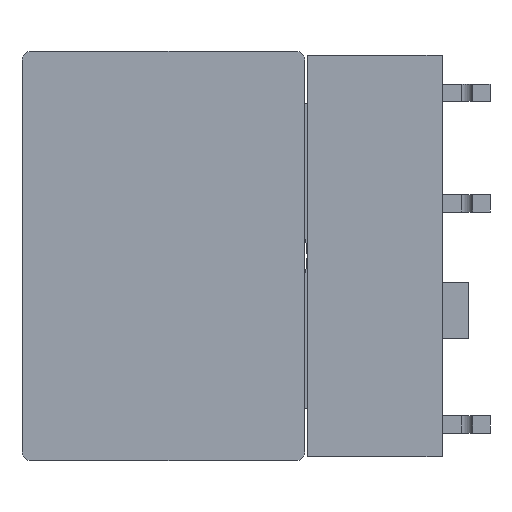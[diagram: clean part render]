
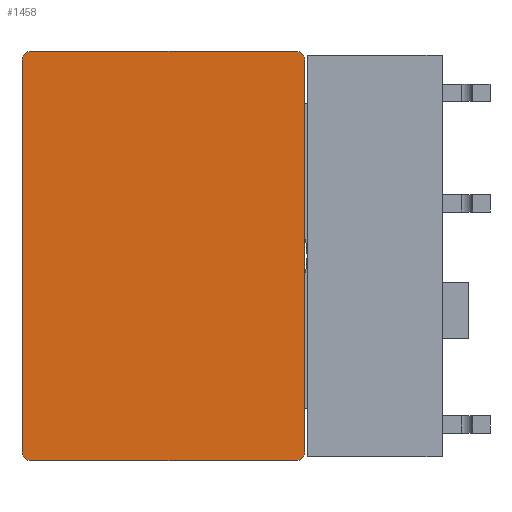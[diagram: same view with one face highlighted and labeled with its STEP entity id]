
A CAD part, left-side view. The second image highlights one B-rep face of the part: STEP entity #1458.
In plain terms, the highlighted planar face has unit normal (-1, 0, 0).
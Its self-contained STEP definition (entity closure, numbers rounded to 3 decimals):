
#20 = CARTESIAN_POINT ( 'NONE',  ( -3.75, -1.5, -4.7 ) ) ;
#148 = AXIS2_PLACEMENT_3D ( 'NONE', #889, #2279, #3769 ) ;
#156 = CARTESIAN_POINT ( 'NONE',  ( -3.75, -1.5, 4.7 ) ) ;
#179 = AXIS2_PLACEMENT_3D ( 'NONE', #2880, #825, #3229 ) ;
#209 = VERTEX_POINT ( 'NONE', #156 ) ;
#353 = DIRECTION ( 'NONE',  ( 0., 0., -1. ) ) ;
#453 = CARTESIAN_POINT ( 'NONE',  ( -3.75, -1.7, -4.7 ) ) ;
#486 = VERTEX_POINT ( 'NONE', #3955 ) ;
#497 = CARTESIAN_POINT ( 'NONE',  ( -3.75, -1.5, -4.5 ) ) ;
#597 = CARTESIAN_POINT ( 'NONE',  ( -3.75, 4.6, 4.5 ) ) ;
#610 = CIRCLE ( 'NONE', #148, 0.2 ) ;
#681 = CARTESIAN_POINT ( 'NONE',  ( -3.75, 0., 0. ) ) ;
#825 = DIRECTION ( 'NONE',  ( -1., 0., 0. ) ) ;
#835 = DIRECTION ( 'NONE',  ( 0., 0., -1. ) ) ;
#889 = CARTESIAN_POINT ( 'NONE',  ( -3.75, 4.6, -4.5 ) ) ;
#893 = AXIS2_PLACEMENT_3D ( 'NONE', #597, #2993, #939 ) ;
#903 = ORIENTED_EDGE ( 'NONE', *, *, #3474, .T. ) ;
#939 = DIRECTION ( 'NONE',  ( 0., 0., -1. ) ) ;
#949 = VERTEX_POINT ( 'NONE', #1014 ) ;
#997 = CARTESIAN_POINT ( 'NONE',  ( -3.75, -1.7, -4.7 ) ) ;
#1014 = CARTESIAN_POINT ( 'NONE',  ( -3.75, -1.7, 4.5 ) ) ;
#1034 = AXIS2_PLACEMENT_3D ( 'NONE', #681, #2069, #353 ) ;
#1107 = EDGE_CURVE ( 'NONE', #486, #949, #3936, .T. ) ;
#1138 = ORIENTED_EDGE ( 'NONE', *, *, #1107, .T. ) ;
#1227 = CARTESIAN_POINT ( 'NONE',  ( -3.75, 4.8, -4.7 ) ) ;
#1247 = CARTESIAN_POINT ( 'NONE',  ( -3.75, 4.6, -4.7 ) ) ;
#1434 = DIRECTION ( 'NONE',  ( 0., 1., 0. ) ) ;
#1458 = ADVANCED_FACE ( 'NONE', ( #2562 ), #2739, .F. ) ;
#1496 = EDGE_LOOP ( 'NONE', ( #3684, #2858, #2349, #1766, #3960, #903, #1138, #2551 ) ) ;
#1573 = LINE ( 'NONE', #1227, #4294 ) ;
#1740 = EDGE_CURVE ( 'NONE', #209, #1873, #2063, .T. ) ;
#1766 = ORIENTED_EDGE ( 'NONE', *, *, #2634, .T. ) ;
#1873 = VERTEX_POINT ( 'NONE', #3405 ) ;
#1949 = EDGE_CURVE ( 'NONE', #949, #209, #3930, .T. ) ;
#2063 = LINE ( 'NONE', #2822, #3877 ) ;
#2069 = DIRECTION ( 'NONE',  ( 1., 0., 0. ) ) ;
#2230 = VECTOR ( 'NONE', #2696, 1000. ) ;
#2279 = DIRECTION ( 'NONE',  ( -1., 0., 0. ) ) ;
#2349 = ORIENTED_EDGE ( 'NONE', *, *, #3557, .T. ) ;
#2481 = VERTEX_POINT ( 'NONE', #3056 ) ;
#2516 = DIRECTION ( 'NONE',  ( 0., -1., 0. ) ) ;
#2551 = ORIENTED_EDGE ( 'NONE', *, *, #1949, .T. ) ;
#2562 = FACE_OUTER_BOUND ( 'NONE', #1496, .T. ) ;
#2634 = EDGE_CURVE ( 'NONE', #3173, #4270, #610, .T. ) ;
#2696 = DIRECTION ( 'NONE',  ( 0., 0., 1. ) ) ;
#2739 = PLANE ( 'NONE',  #1034 ) ;
#2822 = CARTESIAN_POINT ( 'NONE',  ( -3.75, -1.7, 4.7 ) ) ;
#2858 = ORIENTED_EDGE ( 'NONE', *, *, #3064, .T. ) ;
#2880 = CARTESIAN_POINT ( 'NONE',  ( -3.75, -1.5, 4.5 ) ) ;
#2890 = DIRECTION ( 'NONE',  ( -1., 0., 0. ) ) ;
#2914 = CIRCLE ( 'NONE', #3338, 0.2 ) ;
#2957 = LINE ( 'NONE', #453, #3748 ) ;
#2993 = DIRECTION ( 'NONE',  ( -1., 0., 0. ) ) ;
#3023 = CIRCLE ( 'NONE', #893, 0.2 ) ;
#3056 = CARTESIAN_POINT ( 'NONE',  ( -3.75, 4.8, 4.5 ) ) ;
#3057 = CARTESIAN_POINT ( 'NONE',  ( -3.75, 4.8, -4.5 ) ) ;
#3064 = EDGE_CURVE ( 'NONE', #1873, #2481, #3023, .T. ) ;
#3173 = VERTEX_POINT ( 'NONE', #3057 ) ;
#3229 = DIRECTION ( 'NONE',  ( 0., 0., -1. ) ) ;
#3338 = AXIS2_PLACEMENT_3D ( 'NONE', #497, #2890, #835 ) ;
#3405 = CARTESIAN_POINT ( 'NONE',  ( -3.75, 4.6, 4.7 ) ) ;
#3474 = EDGE_CURVE ( 'NONE', #3853, #486, #2914, .T. ) ;
#3557 = EDGE_CURVE ( 'NONE', #2481, #3173, #1573, .T. ) ;
#3619 = DIRECTION ( 'NONE',  ( 0., 0., -1. ) ) ;
#3684 = ORIENTED_EDGE ( 'NONE', *, *, #1740, .T. ) ;
#3748 = VECTOR ( 'NONE', #2516, 1000. ) ;
#3769 = DIRECTION ( 'NONE',  ( 0., 0., -1. ) ) ;
#3853 = VERTEX_POINT ( 'NONE', #20 ) ;
#3877 = VECTOR ( 'NONE', #1434, 1000. ) ;
#3930 = CIRCLE ( 'NONE', #179, 0.2 ) ;
#3936 = LINE ( 'NONE', #997, #2230 ) ;
#3955 = CARTESIAN_POINT ( 'NONE',  ( -3.75, -1.7, -4.5 ) ) ;
#3960 = ORIENTED_EDGE ( 'NONE', *, *, #4111, .T. ) ;
#4111 = EDGE_CURVE ( 'NONE', #4270, #3853, #2957, .T. ) ;
#4270 = VERTEX_POINT ( 'NONE', #1247 ) ;
#4294 = VECTOR ( 'NONE', #3619, 1000. ) ;
